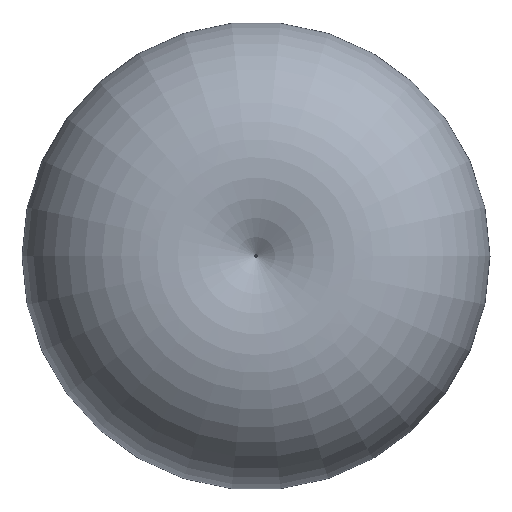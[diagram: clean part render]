
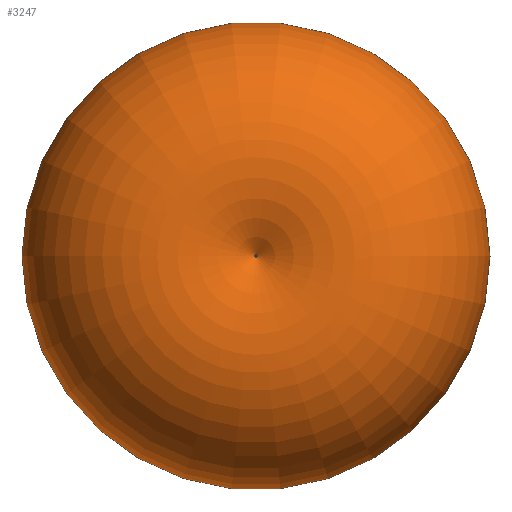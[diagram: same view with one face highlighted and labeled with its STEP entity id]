
A CAD part, left-side view. The second image highlights one B-rep face of the part: STEP entity #3247.
In plain terms, the highlighted toroidal (fillet/blend) face has major radius 72.34 mm and minor radius 122.64 mm.
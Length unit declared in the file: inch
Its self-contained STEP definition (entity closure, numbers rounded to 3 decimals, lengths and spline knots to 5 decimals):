
#791=DEGENERATE_TOROIDAL_SURFACE('',#3530,2.84804,4.82836,
 .F.);
#1160=CIRCLE('',#3364,4.82836);
#1249=CIRCLE('',#3531,4.82836);
#1351=VERTEX_POINT('',#5363);
#1354=VERTEX_POINT('',#5382);
#1393=VERTEX_POINT('',#6286);
#1485=VERTEX_POINT('',#7328);
#1613=B_SPLINE_CURVE_WITH_KNOTS('',3,(#7241,#7242,#7243,#7244,#7245,#7246,
#7247,#7248,#7249,#7250,#7251,#7252,#7253,#7254),.UNSPECIFIED.,.F.,.U.,
(4,2,2,2,2,2,4),(0.,0.52838,4.77032,8.19079,
11.03715,13.27929,14.68063),.UNSPECIFIED.);
#1615=B_SPLINE_CURVE_WITH_KNOTS('',3,(#7329,#7330,#7331,#7332,#7333,#7334,
#7335,#7336,#7337,#7338,#7339,#7340,#7341,#7342,#7343,#7344,#7345,#7346,
#7347),.UNSPECIFIED.,.F.,.U.,(4,3,3,3,3,3,4),(-14.68063,-13.27929,
-11.03715,-8.19079,-4.77032,-0.52838,
0.),.UNSPECIFIED.);
#1689=EDGE_CURVE('',#1354,#1351,#1160,.T.);
#1902=EDGE_CURVE('',#1393,#1354,#1613,.F.);
#1905=EDGE_CURVE('',#1485,#1393,#1249,.T.);
#1906=EDGE_CURVE('',#1351,#1485,#1615,.T.);
#2482=ORIENTED_EDGE('',*,*,#1902,.F.);
#2483=ORIENTED_EDGE('',*,*,#1905,.F.);
#2484=ORIENTED_EDGE('',*,*,#1906,.F.);
#2485=ORIENTED_EDGE('',*,*,#1689,.F.);
#2812=EDGE_LOOP('',(#2482,#2483,#2484,#2485));
#3030=FACE_BOUND('',#2812,.T.);
#3247=ADVANCED_FACE('',(#3030),#791,.T.);
#3364=AXIS2_PLACEMENT_3D('',#5383,#3744,#3745);
#3530=AXIS2_PLACEMENT_3D('',#7326,#4122,$);
#3531=AXIS2_PLACEMENT_3D('',#7327,#4123,#4124);
#3744=DIRECTION('',(0.,0.,-1.));
#3745=DIRECTION('',(4.828,0.,0.));
#4122=DIRECTION('',(-1.,0.,0.));
#4123=DIRECTION('',(0.,0.,-1.));
#4124=DIRECTION('',(-4.828,0.,0.));
#5363=CARTESIAN_POINT('',(-0.78622,-1.91587,1.93701));
#5382=CARTESIAN_POINT('',(0.78622,-1.91587,1.93701));
#5383=CARTESIAN_POINT('',(0.,2.84804,1.93701));
#6286=CARTESIAN_POINT('',(0.78622,1.91587,1.93701));
#7241=CARTESIAN_POINT('',(0.78622,-1.91587,1.93701));
#7242=CARTESIAN_POINT('',(0.77644,-1.91749,2.0094));
#7243=CARTESIAN_POINT('',(0.76661,-1.91496,2.08216));
#7244=CARTESIAN_POINT('',(0.67828,-1.8545,2.73618));
#7245=CARTESIAN_POINT('',(0.60415,-1.51815,3.28456));
#7246=CARTESIAN_POINT('',(0.52788,-0.61568,3.84881));
#7247=CARTESIAN_POINT('',(0.51507,-0.11781,3.94353));
#7248=CARTESIAN_POINT('',(0.53656,0.73987,3.78462));
#7249=CARTESIAN_POINT('',(0.56324,1.10589,3.58724));
#7250=CARTESIAN_POINT('',(0.63122,1.59331,3.08426));
#7251=CARTESIAN_POINT('',(0.66862,1.75446,2.80758));
#7252=CARTESIAN_POINT('',(0.73388,1.89477,2.32447));
#7253=CARTESIAN_POINT('',(0.76029,1.92015,2.12899));
#7254=CARTESIAN_POINT('',(0.78622,1.91587,1.93701));
#7326=CARTESIAN_POINT('',(0.,0.,1.93701));
#7327=CARTESIAN_POINT('',(0.,-2.84804,1.93701));
#7328=CARTESIAN_POINT('',(-0.78622,1.91587,1.93701));
#7329=CARTESIAN_POINT('',(-0.78622,-1.91587,1.93701));
#7330=CARTESIAN_POINT('',(-0.76029,-1.92015,2.12899));
#7331=CARTESIAN_POINT('',(-0.73388,-1.89477,2.32447));
#7332=CARTESIAN_POINT('',(-0.70878,-1.84081,2.51028));
#7333=CARTESIAN_POINT('',(-0.66862,-1.75446,2.80758));
#7334=CARTESIAN_POINT('',(-0.63122,-1.59331,3.08426));
#7335=CARTESIAN_POINT('',(-0.60127,-1.37854,3.30589));
#7336=CARTESIAN_POINT('',(-0.56324,-1.10589,3.58724));
#7337=CARTESIAN_POINT('',(-0.53656,-0.73987,3.78462));
#7338=CARTESIAN_POINT('',(-0.5268,-0.35032,3.8568));
#7339=CARTESIAN_POINT('',(-0.51507,0.11781,3.94353));
#7340=CARTESIAN_POINT('',(-0.52788,0.61568,3.84881));
#7341=CARTESIAN_POINT('',(-0.56193,1.01854,3.59693));
#7342=CARTESIAN_POINT('',(-0.60415,1.51815,3.28456));
#7343=CARTESIAN_POINT('',(-0.67828,1.8545,2.73618));
#7344=CARTESIAN_POINT('',(-0.75683,1.90827,2.1546));
#7345=CARTESIAN_POINT('',(-0.76661,1.91496,2.08216));
#7346=CARTESIAN_POINT('',(-0.77644,1.91749,2.0094));
#7347=CARTESIAN_POINT('',(-0.78622,1.91587,1.93701));
